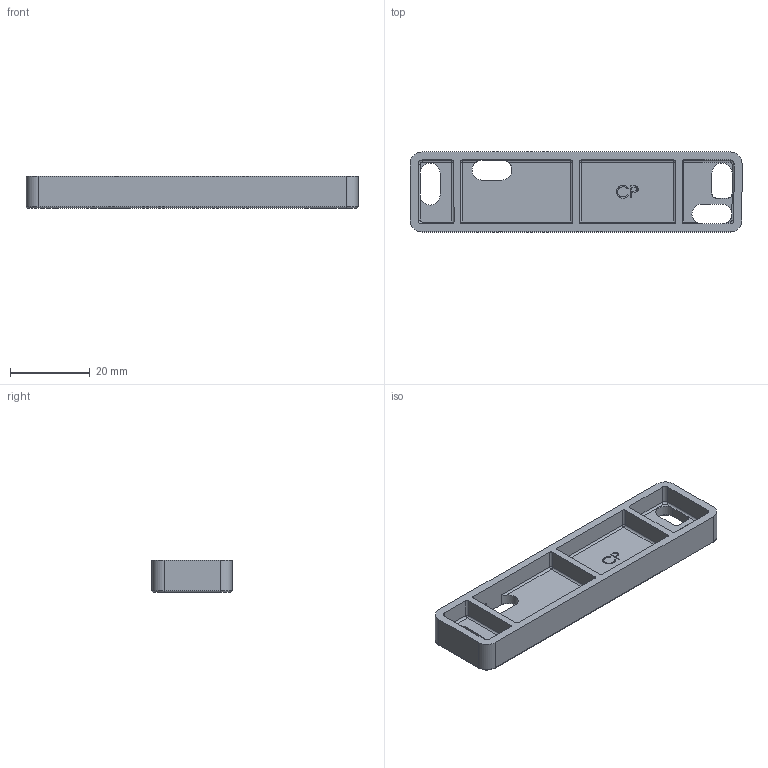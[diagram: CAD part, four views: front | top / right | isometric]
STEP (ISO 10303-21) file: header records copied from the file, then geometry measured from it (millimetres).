
FILE_DESCRIPTION (( 'STEP AP203' ), '1' );
FILE_NAME ('113-CP Spacer.STEP', '2018-11-19T16:02:35', ( '' ), ( '' ), 'SwSTEP 2.0', 'SolidWorks 2018', '' );
FILE_SCHEMA (( 'CONFIG_CONTROL_DESIGN' ));
Length unit declared in the file: millimetre
Products named in the file (1): 113-CP Spacer
Bounding box: 83 x 20 x 8 mm (x, y, z)
Volume: 6753.9 mm3; surface area: 6123.6 mm2
Topology: 1 solids, 1 shells, 155 faces, 385 edges, 223 vertices
Faces by surface type: plane 56, cylinder 53, bspline 15, sphere 12, cone 11, torus 8
Entity records: 5424 total; most frequent: CARTESIAN_POINT 1763, ORIENTED_EDGE 746, DIRECTION 743, EDGE_CURVE 373, AXIS2_PLACEMENT_3D 263, VERTEX_POINT 223, LINE 217, VECTOR 217
